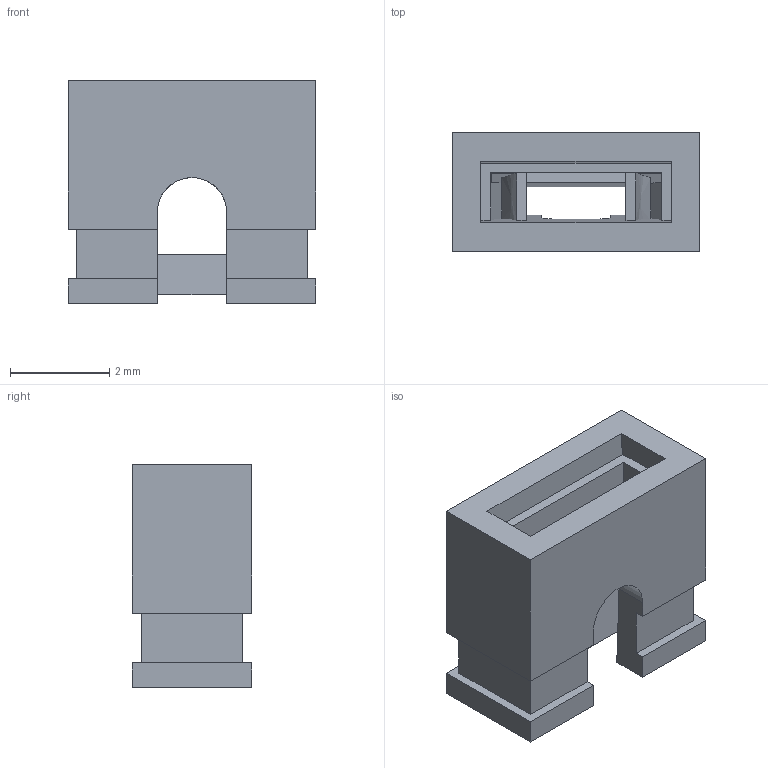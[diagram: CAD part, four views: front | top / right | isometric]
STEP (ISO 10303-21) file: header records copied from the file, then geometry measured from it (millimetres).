
FILE_DESCRIPTION(('STEP AP214'),'1');
FILE_NAME('jumper_aksnt_g-black.stp','2022-04-09T02:47:27',('TraceParts'),('TraceParts S.A.'),'Spatial InterOp 3D',' ',' ');
FILE_SCHEMA(('AUTOMOTIVE_DESIGN { 1 0 10303 214 1 1 1 1 }'));
Length unit declared in the file: millimetre
Products named in the file (1): jumper_aksnt_g-black_1
Bounding box: 5 x 2.4 x 4.5 mm (x, y, z)
Volume: 31.9 mm3; surface area: 160.9 mm2
Topology: 2 solids, 2 shells, 85 faces, 241 edges, 157 vertices
Faces by surface type: plane 79, extrusion 4, cylinder 2
Entity records: 3479 total; most frequent: CARTESIAN_POINT 595, ORIENTED_EDGE 482, DIRECTION 399, EDGE_CURVE 241, VECTOR 229, LINE 225, VERTEX_POINT 157, EDGE_LOOP 86
